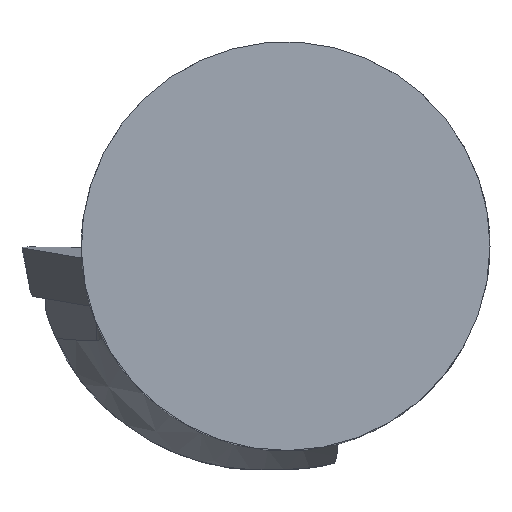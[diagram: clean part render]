
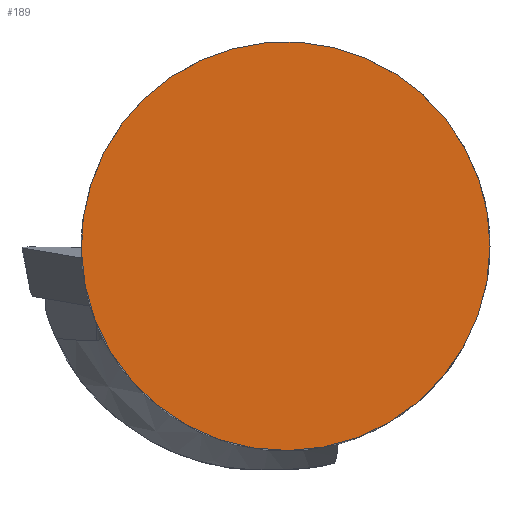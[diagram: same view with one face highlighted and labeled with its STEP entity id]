
A CAD part, top view. The second image highlights one B-rep face of the part: STEP entity #189.
In plain terms, the highlighted planar face has unit normal (0, 0, 1).
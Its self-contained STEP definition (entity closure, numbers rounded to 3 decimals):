
#124=PLANE('',#932);
#152=FACE_OUTER_BOUND('',#280,.T.);
#189=ADVANCED_FACE('',(#152),#124,.T.);
#280=EDGE_LOOP('',(#573));
#404=CIRCLE('',#888,10.);
#573=ORIENTED_EDGE('',*,*,#717,.T.);
#647=VERTEX_POINT('',#1252);
#717=EDGE_CURVE('',#647,#647,#404,.T.);
#888=AXIS2_PLACEMENT_3D('',#1251,#985,#986);
#932=AXIS2_PLACEMENT_3D('',#1496,#1100,#1101);
#985=DIRECTION('',(0.,0.,1.));
#986=DIRECTION('',(1.,0.,0.));
#1100=DIRECTION('',(0.,0.,1.));
#1101=DIRECTION('',(1.,0.,0.));
#1251=CARTESIAN_POINT('',(0.,0.,0.));
#1252=CARTESIAN_POINT('',(10.,0.,0.));
#1496=CARTESIAN_POINT('',(0.,0.,0.));
